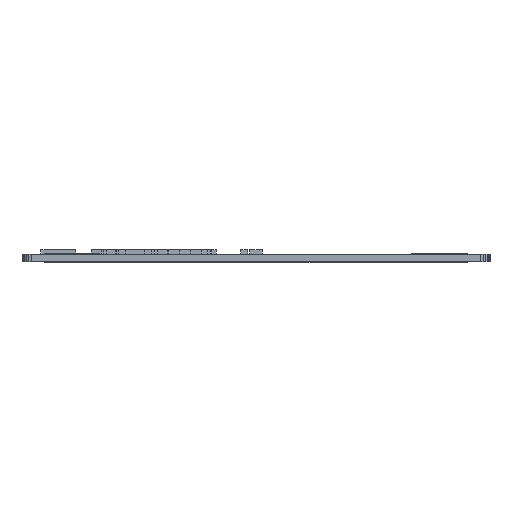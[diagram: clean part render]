
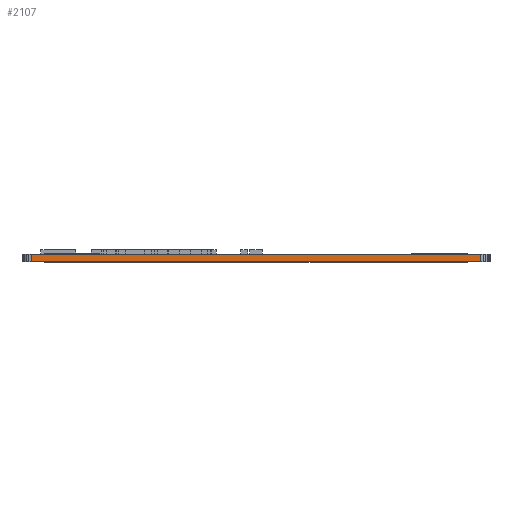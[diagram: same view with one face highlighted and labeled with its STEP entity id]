
A CAD part, left-side view. The second image highlights one B-rep face of the part: STEP entity #2107.
In plain terms, the highlighted planar face has unit normal (-1, 0, 0).
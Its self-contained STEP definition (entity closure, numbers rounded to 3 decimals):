
#1140 = DIRECTION ( 'NONE',  ( 0., 1., 0. ) ) ;
#2107 = ADVANCED_FACE ( 'NONE', ( #37672 ), #5311, .F. ) ;
#2653 = EDGE_CURVE ( 'NONE', #16332, #13384, #29261, .T. ) ;
#3452 = DIRECTION ( 'NONE',  ( 0., 0., -1. ) ) ;
#5311 = PLANE ( 'NONE',  #30852 ) ;
#5402 = LINE ( 'NONE', #33113, #17446 ) ;
#9001 = CARTESIAN_POINT ( 'NONE',  ( 0., 98., 0. ) ) ;
#12056 = CARTESIAN_POINT ( 'NONE',  ( 0., 98., 1.6 ) ) ;
#12160 = LINE ( 'NONE', #9001, #28384 ) ;
#13384 = VERTEX_POINT ( 'NONE', #27279 ) ;
#16307 = EDGE_LOOP ( 'NONE', ( #18984, #32006, #32262, #18328 ) ) ;
#16332 = VERTEX_POINT ( 'NONE', #34607 ) ;
#16847 = CARTESIAN_POINT ( 'NONE',  ( 0., 98., 0. ) ) ;
#17009 = EDGE_CURVE ( 'NONE', #13384, #17719, #12160, .T. ) ;
#17446 = VECTOR ( 'NONE', #3452, 1000. ) ;
#17719 = VERTEX_POINT ( 'NONE', #12056 ) ;
#18328 = ORIENTED_EDGE ( 'NONE', *, *, #2653, .F. ) ;
#18924 = VECTOR ( 'NONE', #35271, 1000. ) ;
#18984 = ORIENTED_EDGE ( 'NONE', *, *, #29996, .F. ) ;
#19352 = VERTEX_POINT ( 'NONE', #26164 ) ;
#21723 = LINE ( 'NONE', #26017, #18924 ) ;
#25055 = CARTESIAN_POINT ( 'NONE',  ( 0., 100., 0. ) ) ;
#26017 = CARTESIAN_POINT ( 'NONE',  ( 0., 98., 1.6 ) ) ;
#26054 = DIRECTION ( 'NONE',  ( 0., 0., -1. ) ) ;
#26164 = CARTESIAN_POINT ( 'NONE',  ( 0., 2., 1.6 ) ) ;
#27279 = CARTESIAN_POINT ( 'NONE',  ( 0., 98., 0. ) ) ;
#28319 = VECTOR ( 'NONE', #1140, 1000. ) ;
#28384 = VECTOR ( 'NONE', #33158, 1000. ) ;
#28800 = DIRECTION ( 'NONE',  ( 1., 0., 0. ) ) ;
#29261 = LINE ( 'NONE', #25055, #28319 ) ;
#29996 = EDGE_CURVE ( 'NONE', #19352, #16332, #5402, .T. ) ;
#30852 = AXIS2_PLACEMENT_3D ( 'NONE', #16847, #28800, #26054 ) ;
#31765 = EDGE_CURVE ( 'NONE', #19352, #17719, #21723, .T. ) ;
#32006 = ORIENTED_EDGE ( 'NONE', *, *, #31765, .T. ) ;
#32262 = ORIENTED_EDGE ( 'NONE', *, *, #17009, .F. ) ;
#33113 = CARTESIAN_POINT ( 'NONE',  ( 0., 2., 0. ) ) ;
#33158 = DIRECTION ( 'NONE',  ( 0., 0., 1. ) ) ;
#34607 = CARTESIAN_POINT ( 'NONE',  ( 0., 2., 0. ) ) ;
#35271 = DIRECTION ( 'NONE',  ( 0., 1., 0. ) ) ;
#37672 = FACE_OUTER_BOUND ( 'NONE', #16307, .T. ) ;
